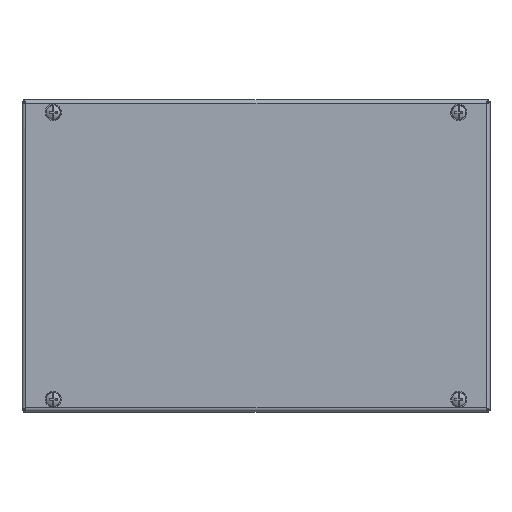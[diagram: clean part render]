
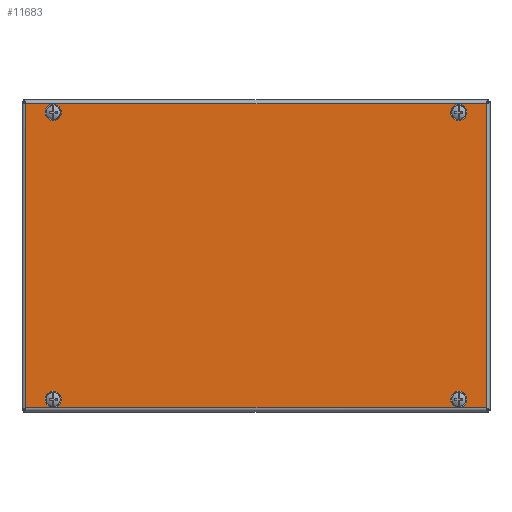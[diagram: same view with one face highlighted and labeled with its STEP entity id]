
A CAD part, top view. The second image highlights one B-rep face of the part: STEP entity #11683.
In plain terms, the highlighted face is planar.
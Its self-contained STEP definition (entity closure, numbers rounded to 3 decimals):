
#11683 = ADVANCED_FACE('',(#11684,#11695,#11706,#11717,#11728),#11762,
  .F.);
#11684 = FACE_BOUND('',#11685,.T.);
#11685 = EDGE_LOOP('',(#11686));
#11686 = ORIENTED_EDGE('',*,*,#11687,.F.);
#11687 = EDGE_CURVE('',#11688,#11688,#11690,.T.);
#11688 = VERTEX_POINT('',#11689);
#11689 = CARTESIAN_POINT('',(134.,-92.,-0.));
#11690 = CIRCLE('',#11691,4.);
#11691 = AXIS2_PLACEMENT_3D('',#11692,#11693,#11694);
#11692 = CARTESIAN_POINT('',(130.,-92.,-0.));
#11693 = DIRECTION('',(0.,0.,-1.));
#11694 = DIRECTION('',(1.,0.,0.));
#11695 = FACE_BOUND('',#11696,.T.);
#11696 = EDGE_LOOP('',(#11697));
#11697 = ORIENTED_EDGE('',*,*,#11698,.F.);
#11698 = EDGE_CURVE('',#11699,#11699,#11701,.T.);
#11699 = VERTEX_POINT('',#11700);
#11700 = CARTESIAN_POINT('',(-134.,-92.,0.));
#11701 = CIRCLE('',#11702,4.);
#11702 = AXIS2_PLACEMENT_3D('',#11703,#11704,#11705);
#11703 = CARTESIAN_POINT('',(-130.,-92.,0.));
#11704 = DIRECTION('',(0.,0.,-1.));
#11705 = DIRECTION('',(-1.,0.,0.));
#11706 = FACE_BOUND('',#11707,.T.);
#11707 = EDGE_LOOP('',(#11708));
#11708 = ORIENTED_EDGE('',*,*,#11709,.F.);
#11709 = EDGE_CURVE('',#11710,#11710,#11712,.T.);
#11710 = VERTEX_POINT('',#11711);
#11711 = CARTESIAN_POINT('',(-126.,92.,0.));
#11712 = CIRCLE('',#11713,4.);
#11713 = AXIS2_PLACEMENT_3D('',#11714,#11715,#11716);
#11714 = CARTESIAN_POINT('',(-130.,92.,0.));
#11715 = DIRECTION('',(0.,0.,-1.));
#11716 = DIRECTION('',(1.,0.,0.));
#11717 = FACE_BOUND('',#11718,.T.);
#11718 = EDGE_LOOP('',(#11719));
#11719 = ORIENTED_EDGE('',*,*,#11720,.F.);
#11720 = EDGE_CURVE('',#11721,#11721,#11723,.T.);
#11721 = VERTEX_POINT('',#11722);
#11722 = CARTESIAN_POINT('',(126.,92.,0.));
#11723 = CIRCLE('',#11724,4.);
#11724 = AXIS2_PLACEMENT_3D('',#11725,#11726,#11727);
#11725 = CARTESIAN_POINT('',(130.,92.,0.));
#11726 = DIRECTION('',(0.,0.,-1.));
#11727 = DIRECTION('',(-1.,0.,0.));
#11728 = FACE_BOUND('',#11729,.T.);
#11729 = EDGE_LOOP('',(#11730,#11740,#11748,#11756));
#11730 = ORIENTED_EDGE('',*,*,#11731,.T.);
#11731 = EDGE_CURVE('',#11732,#11734,#11736,.T.);
#11732 = VERTEX_POINT('',#11733);
#11733 = CARTESIAN_POINT('',(147.5,-97.5,0.));
#11734 = VERTEX_POINT('',#11735);
#11735 = CARTESIAN_POINT('',(-147.5,-97.5,0.));
#11736 = LINE('',#11737,#11738);
#11737 = CARTESIAN_POINT('',(148.743,-97.5,0.));
#11738 = VECTOR('',#11739,1.);
#11739 = DIRECTION('',(-1.,0.,0.));
#11740 = ORIENTED_EDGE('',*,*,#11741,.T.);
#11741 = EDGE_CURVE('',#11734,#11742,#11744,.T.);
#11742 = VERTEX_POINT('',#11743);
#11743 = CARTESIAN_POINT('',(-147.5,97.5,0.));
#11744 = LINE('',#11745,#11746);
#11745 = CARTESIAN_POINT('',(-147.5,-98.743,0.)
  );
#11746 = VECTOR('',#11747,1.);
#11747 = DIRECTION('',(-0.,1.,-0.));
#11748 = ORIENTED_EDGE('',*,*,#11749,.T.);
#11749 = EDGE_CURVE('',#11742,#11750,#11752,.T.);
#11750 = VERTEX_POINT('',#11751);
#11751 = CARTESIAN_POINT('',(147.5,97.5,0.));
#11752 = LINE('',#11753,#11754);
#11753 = CARTESIAN_POINT('',(-148.743,97.5,0.));
#11754 = VECTOR('',#11755,1.);
#11755 = DIRECTION('',(1.,0.,0.));
#11756 = ORIENTED_EDGE('',*,*,#11757,.T.);
#11757 = EDGE_CURVE('',#11750,#11732,#11758,.T.);
#11758 = LINE('',#11759,#11760);
#11759 = CARTESIAN_POINT('',(147.5,98.743,0.));
#11760 = VECTOR('',#11761,1.);
#11761 = DIRECTION('',(-0.,-1.,-0.));
#11762 = PLANE('',#11763);
#11763 = AXIS2_PLACEMENT_3D('',#11764,#11765,#11766);
#11764 = CARTESIAN_POINT('',(-150.,100.,0.));
#11765 = DIRECTION('',(0.,-0.,1.));
#11766 = DIRECTION('',(1.,0.,0.));
